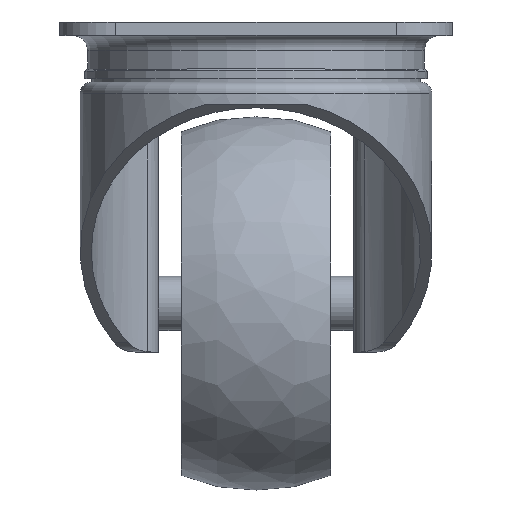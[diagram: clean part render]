
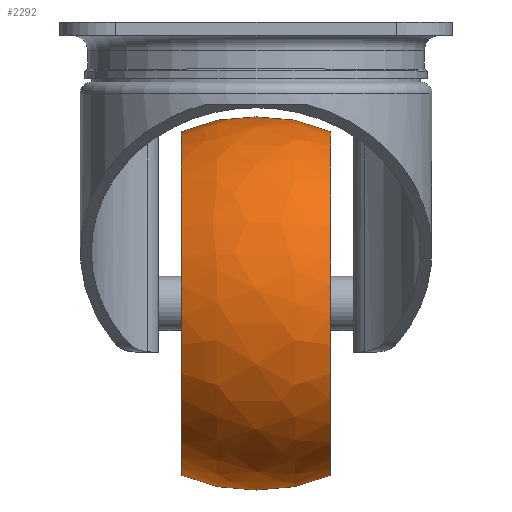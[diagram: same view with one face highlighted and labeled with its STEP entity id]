
A CAD part, top view. The second image highlights one B-rep face of the part: STEP entity #2292.
In plain terms, the highlighted free-form (B-spline) face has degree [2, 2] with [3, 9] control points.
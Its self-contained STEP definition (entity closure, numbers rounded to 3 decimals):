
#262=(
BOUNDED_CURVE()
B_SPLINE_CURVE(2,(#3614,#3615,#3616),.UNSPECIFIED.,.F.,.F.)
B_SPLINE_CURVE_WITH_KNOTS((3,3),(-0.395,0.395),
 .UNSPECIFIED.)
CURVE()
GEOMETRIC_REPRESENTATION_ITEM()
RATIONAL_B_SPLINE_CURVE((1.,0.923,1.))
REPRESENTATION_ITEM('')
);
#287=(
BOUNDED_SURFACE()
B_SPLINE_SURFACE(2,2,((#3583,#3584,#3585,#3586,#3587,#3588,#3589,#3590,
#3591),(#3592,#3593,#3594,#3595,#3596,#3597,#3598,#3599,#3600),(#3601,#3602,
#3603,#3604,#3605,#3606,#3607,#3608,#3609)),.UNSPECIFIED.,.F.,.T.,.F.)
B_SPLINE_SURFACE_WITH_KNOTS((3,3),(3,2,2,2,3),(-0.395,0.395),
(-3.142,-1.571,0.,1.571,3.142),
 .UNSPECIFIED.)
GEOMETRIC_REPRESENTATION_ITEM()
RATIONAL_B_SPLINE_SURFACE(((1.,0.707,1.,0.707,1.,
0.707,1.,0.707,1.),(0.923,0.653,
0.923,0.653,0.923,0.653,
0.923,0.653,0.923),(1.,0.707,
1.,0.707,1.,0.707,1.,0.707,1.)))
REPRESENTATION_ITEM('')
SURFACE()
);
#498=FACE_OUTER_BOUND('',#679,.T.);
#679=EDGE_LOOP('',(#1582,#1583,#1584,#1585,#1586,#1587));
#905=CIRCLE('',#2483,46.);
#906=CIRCLE('',#2484,46.);
#907=CIRCLE('',#2485,46.);
#908=CIRCLE('',#2486,46.);
#1057=VERTEX_POINT('',#3579);
#1058=VERTEX_POINT('',#3580);
#1059=VERTEX_POINT('',#3610);
#1060=VERTEX_POINT('',#3611);
#1270=EDGE_CURVE('',#1057,#1058,#905,.T.);
#1271=EDGE_CURVE('',#1058,#1057,#906,.T.);
#1272=EDGE_CURVE('',#1059,#1060,#907,.T.);
#1273=EDGE_CURVE('',#1060,#1059,#908,.T.);
#1274=EDGE_CURVE('',#1060,#1058,#262,.T.);
#1582=ORIENTED_EDGE('',*,*,#1272,.F.);
#1583=ORIENTED_EDGE('',*,*,#1273,.F.);
#1584=ORIENTED_EDGE('',*,*,#1274,.T.);
#1585=ORIENTED_EDGE('',*,*,#1271,.T.);
#1586=ORIENTED_EDGE('',*,*,#1270,.T.);
#1587=ORIENTED_EDGE('',*,*,#1274,.F.);
#2292=ADVANCED_FACE('',(#498),#287,.F.);
#2483=AXIS2_PLACEMENT_3D('',#3581,#2853,#2854);
#2484=AXIS2_PLACEMENT_3D('',#3582,#2855,#2856);
#2485=AXIS2_PLACEMENT_3D('',#3612,#2857,#2858);
#2486=AXIS2_PLACEMENT_3D('',#3613,#2859,#2860);
#2853=DIRECTION('center_axis',(1.,0.,0.));
#2854=DIRECTION('ref_axis',(0.,0.,-1.));
#2855=DIRECTION('center_axis',(1.,0.,0.));
#2856=DIRECTION('ref_axis',(0.,0.,-1.));
#2857=DIRECTION('center_axis',(1.,0.,0.));
#2858=DIRECTION('ref_axis',(0.,0.,-1.));
#2859=DIRECTION('center_axis',(1.,0.,0.));
#2860=DIRECTION('ref_axis',(0.,0.,-1.));
#3579=CARTESIAN_POINT('',(-20.,46.,0.));
#3580=CARTESIAN_POINT('',(-20.,0.,46.));
#3581=CARTESIAN_POINT('Origin',(-20.,0.,0.));
#3582=CARTESIAN_POINT('Origin',(-20.,0.,0.));
#3583=CARTESIAN_POINT('Ctrl Pts',(-20.,0.,46.));
#3584=CARTESIAN_POINT('Ctrl Pts',(-20.,-46.,46.));
#3585=CARTESIAN_POINT('Ctrl Pts',(-20.,-46.,0.));
#3586=CARTESIAN_POINT('Ctrl Pts',(-20.,-46.,-46.));
#3587=CARTESIAN_POINT('Ctrl Pts',(-20.,0.,-46.));
#3588=CARTESIAN_POINT('Ctrl Pts',(-20.,46.,-46.));
#3589=CARTESIAN_POINT('Ctrl Pts',(-20.,46.,0.));
#3590=CARTESIAN_POINT('Ctrl Pts',(-20.,46.,46.));
#3591=CARTESIAN_POINT('Ctrl Pts',(-20.,0.,46.));
#3592=CARTESIAN_POINT('Ctrl Pts',(0.,0.,54.333));
#3593=CARTESIAN_POINT('Ctrl Pts',(0.,-54.333,
54.333));
#3594=CARTESIAN_POINT('Ctrl Pts',(0.,-54.333,
0.));
#3595=CARTESIAN_POINT('Ctrl Pts',(0.,-54.333,
-54.333));
#3596=CARTESIAN_POINT('Ctrl Pts',(0.,0.,-54.333));
#3597=CARTESIAN_POINT('Ctrl Pts',(0.,54.333,
-54.333));
#3598=CARTESIAN_POINT('Ctrl Pts',(0.,54.333,
0.));
#3599=CARTESIAN_POINT('Ctrl Pts',(0.,54.333,
54.333));
#3600=CARTESIAN_POINT('Ctrl Pts',(0.,0.,54.333));
#3601=CARTESIAN_POINT('Ctrl Pts',(20.,0.,46.));
#3602=CARTESIAN_POINT('Ctrl Pts',(20.,-46.,46.));
#3603=CARTESIAN_POINT('Ctrl Pts',(20.,-46.,0.));
#3604=CARTESIAN_POINT('Ctrl Pts',(20.,-46.,-46.));
#3605=CARTESIAN_POINT('Ctrl Pts',(20.,0.,-46.));
#3606=CARTESIAN_POINT('Ctrl Pts',(20.,46.,-46.));
#3607=CARTESIAN_POINT('Ctrl Pts',(20.,46.,0.));
#3608=CARTESIAN_POINT('Ctrl Pts',(20.,46.,46.));
#3609=CARTESIAN_POINT('Ctrl Pts',(20.,0.,46.));
#3610=CARTESIAN_POINT('',(20.,46.,0.));
#3611=CARTESIAN_POINT('',(20.,0.,46.));
#3612=CARTESIAN_POINT('Origin',(20.,0.,0.));
#3613=CARTESIAN_POINT('Origin',(20.,0.,0.));
#3614=CARTESIAN_POINT('Ctrl Pts',(20.,0.,46.));
#3615=CARTESIAN_POINT('Ctrl Pts',(0.,0.,54.333));
#3616=CARTESIAN_POINT('Ctrl Pts',(-20.,0.,46.));
